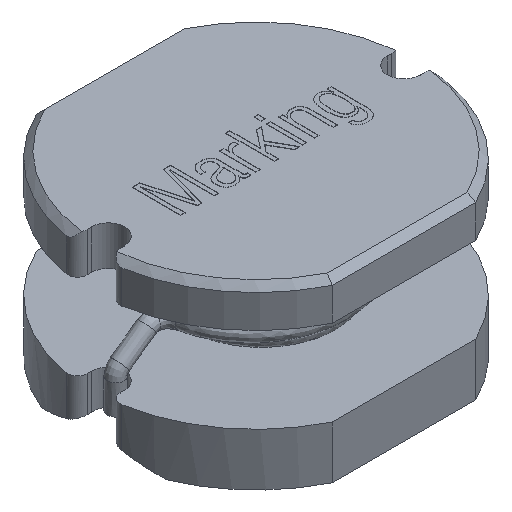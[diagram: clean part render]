
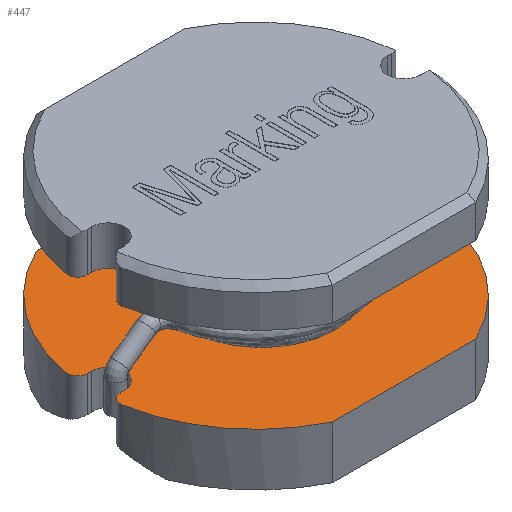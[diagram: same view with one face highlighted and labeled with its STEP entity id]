
A CAD part, isometric view. The second image highlights one B-rep face of the part: STEP entity #447.
In plain terms, the highlighted planar face has unit normal (0, 0, 1).
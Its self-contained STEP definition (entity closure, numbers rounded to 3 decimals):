
#447 = ADVANCED_FACE( '', ( #918, #919 ), #920, .F. );
#918 = FACE_OUTER_BOUND( '', #3161, .T. );
#919 = FACE_BOUND( '', #3162, .T. );
#920 = PLANE( '', #3163 );
#3161 = EDGE_LOOP( '', ( #4816, #4817, #4818, #4819, #4820, #4821, #4822, #4823, #4824, #4825, #4826, #4827, #4828, #4829, #4830, #4831 ) );
#3162 = EDGE_LOOP( '', ( #4832 ) );
#3163 = AXIS2_PLACEMENT_3D( '', #4833, #4834, #4835 );
#4816 = ORIENTED_EDGE( '', *, *, #5188, .T. );
#4817 = ORIENTED_EDGE( '', *, *, #5030, .F. );
#4818 = ORIENTED_EDGE( '', *, *, #5164, .F. );
#4819 = ORIENTED_EDGE( '', *, *, #5043, .F. );
#4820 = ORIENTED_EDGE( '', *, *, #5106, .T. );
#4821 = ORIENTED_EDGE( '', *, *, #4896, .F. );
#4822 = ORIENTED_EDGE( '', *, *, #5380, .T. );
#4823 = ORIENTED_EDGE( '', *, *, #5376, .F. );
#4824 = ORIENTED_EDGE( '', *, *, #5007, .T. );
#4825 = ORIENTED_EDGE( '', *, *, #5128, .F. );
#4826 = ORIENTED_EDGE( '', *, *, #5386, .F. );
#4827 = ORIENTED_EDGE( '', *, *, #5368, .F. );
#4828 = ORIENTED_EDGE( '', *, *, #5360, .T. );
#4829 = ORIENTED_EDGE( '', *, *, #5348, .F. );
#4830 = ORIENTED_EDGE( '', *, *, #5136, .T. );
#4831 = ORIENTED_EDGE( '', *, *, #5051, .F. );
#4832 = ORIENTED_EDGE( '', *, *, #5298, .T. );
#4833 = CARTESIAN_POINT( '', ( 0., 0., 1.6 ) );
#4834 = DIRECTION( '', ( 0., 0., -1. ) );
#4835 = DIRECTION( '', ( -1., 0., 0. ) );
#4896 = EDGE_CURVE( '', #5397, #5399, #5400, .T. );
#5007 = EDGE_CURVE( '', #5589, #5593, #5595, .F. );
#5030 = EDGE_CURVE( '', #5632, #5633, #5634, .T. );
#5043 = EDGE_CURVE( '', #5654, #5656, #5657, .T. );
#5051 = EDGE_CURVE( '', #5668, #5669, #5670, .T. );
#5106 = EDGE_CURVE( '', #5654, #5399, #5750, .F. );
#5128 = EDGE_CURVE( '', #5786, #5593, #5787, .T. );
#5136 = EDGE_CURVE( '', #5798, #5669, #5799, .T. );
#5164 = EDGE_CURVE( '', #5656, #5632, #5840, .T. );
#5188 = EDGE_CURVE( '', #5668, #5633, #5871, .F. );
#5298 = EDGE_CURVE( '', #6028, #6028, #6029, .T. );
#5348 = EDGE_CURVE( '', #5798, #6085, #6086, .T. );
#5360 = EDGE_CURVE( '', #6099, #6085, #6100, .F. );
#5368 = EDGE_CURVE( '', #6099, #6108, #6109, .T. );
#5376 = EDGE_CURVE( '', #5589, #6117, #6118, .T. );
#5380 = EDGE_CURVE( '', #5397, #6117, #6122, .T. );
#5386 = EDGE_CURVE( '', #6108, #5786, #6128, .T. );
#5397 = VERTEX_POINT( '', #6140 );
#5399 = VERTEX_POINT( '', #6143 );
#5400 = LINE( '', #6144, #6145 );
#5589 = VERTEX_POINT( '', #6660 );
#5593 = VERTEX_POINT( '', #6665 );
#5595 = CIRCLE( '', #6668, 0.3 );
#5632 = VERTEX_POINT( '', #6787 );
#5633 = VERTEX_POINT( '', #6788 );
#5634 = CIRCLE( '', #6789, 5. );
#5654 = VERTEX_POINT( '', #6814 );
#5656 = VERTEX_POINT( '', #6817 );
#5657 = CIRCLE( '', #6818, 5. );
#5668 = VERTEX_POINT( '', #6832 );
#5669 = VERTEX_POINT( '', #6833 );
#5670 = LINE( '', #6834, #6835 );
#5750 = CIRCLE( '', #7018, 0.3 );
#5786 = VERTEX_POINT( '', #7083 );
#5787 = CIRCLE( '', #7084, 5. );
#5798 = VERTEX_POINT( '', #7100 );
#5799 = CIRCLE( '', #7101, 0.5 );
#5840 = LINE( '', #7207, #7208 );
#5871 = CIRCLE( '', #7282, 0.3 );
#6028 = VERTEX_POINT( '', #7631 );
#6029 = CIRCLE( '', #7632, 1.9 );
#6085 = VERTEX_POINT( '', #7784 );
#6086 = LINE( '', #7785, #7786 );
#6099 = VERTEX_POINT( '', #7836 );
#6100 = CIRCLE( '', #7837, 0.3 );
#6108 = VERTEX_POINT( '', #7846 );
#6109 = CIRCLE( '', #7847, 5. );
#6117 = VERTEX_POINT( '', #7859 );
#6118 = LINE( '', #7860, #7861 );
#6122 = CIRCLE( '', #7866, 0.5 );
#6128 = LINE( '', #7872, #7873 );
#6140 = CARTESIAN_POINT( '', ( 4.5, -0.5, 1.6 ) );
#6143 = CARTESIAN_POINT( '', ( 4.631, -0.5, 1.6 ) );
#6144 = CARTESIAN_POINT( '', ( 4., -0.5, 1.6 ) );
#6145 = VECTOR( '', #7882, 1000. );
#6660 = CARTESIAN_POINT( '', ( 4.631, 0.5, 1.6 ) );
#6665 = CARTESIAN_POINT( '', ( 4.927, 0.851, 1.6 ) );
#6668 = AXIS2_PLACEMENT_3D( '', #7944, #7945, #7946 );
#6787 = CARTESIAN_POINT( '', ( -2.179, -4.5, 1.6 ) );
#6788 = CARTESIAN_POINT( '', ( -4.927, -0.851, 1.6 ) );
#6789 = AXIS2_PLACEMENT_3D( '', #7954, #7955, #7956 );
#6814 = CARTESIAN_POINT( '', ( 4.927, -0.851, 1.6 ) );
#6817 = CARTESIAN_POINT( '', ( 2.179, -4.5, 1.6 ) );
#6818 = AXIS2_PLACEMENT_3D( '', #7975, #7976, #7977 );
#6832 = CARTESIAN_POINT( '', ( -4.631, -0.5, 1.6 ) );
#6833 = CARTESIAN_POINT( '', ( -4.5, -0.5, 1.6 ) );
#6834 = CARTESIAN_POINT( '', ( -4.975, -0.5, 1.6 ) );
#6835 = VECTOR( '', #7987, 1000. );
#7018 = AXIS2_PLACEMENT_3D( '', #8003, #8004, #8005 );
#7083 = CARTESIAN_POINT( '', ( 2.179, 4.5, 1.6 ) );
#7084 = AXIS2_PLACEMENT_3D( '', #8014, #8015, #8016 );
#7100 = CARTESIAN_POINT( '', ( -4.5, 0.5, 1.6 ) );
#7101 = AXIS2_PLACEMENT_3D( '', #8025, #8026, #8027 );
#7207 = CARTESIAN_POINT( '', ( 2.179, -4.5, 1.6 ) );
#7208 = VECTOR( '', #8044, 1000. );
#7282 = AXIS2_PLACEMENT_3D( '', #8057, #8058, #8059 );
#7631 = CARTESIAN_POINT( '', ( 1.9, 0., 1.6 ) );
#7632 = AXIS2_PLACEMENT_3D( '', #8139, #8140, #8141 );
#7784 = CARTESIAN_POINT( '', ( -4.631, 0.5, 1.6 ) );
#7785 = CARTESIAN_POINT( '', ( -4., 0.5, 1.6 ) );
#7786 = VECTOR( '', #8164, 1000. );
#7836 = CARTESIAN_POINT( '', ( -4.927, 0.851, 1.6 ) );
#7837 = AXIS2_PLACEMENT_3D( '', #8168, #8169, #8170 );
#7846 = CARTESIAN_POINT( '', ( -2.179, 4.5, 1.6 ) );
#7847 = AXIS2_PLACEMENT_3D( '', #8172, #8173, #8174 );
#7859 = CARTESIAN_POINT( '', ( 4.5, 0.5, 1.6 ) );
#7860 = CARTESIAN_POINT( '', ( 4., 0.5, 1.6 ) );
#7861 = VECTOR( '', #8176, 1000. );
#7866 = AXIS2_PLACEMENT_3D( '', #8178, #8179, #8180 );
#7872 = CARTESIAN_POINT( '', ( -2.179, 4.5, 1.6 ) );
#7873 = VECTOR( '', #8181, 1000. );
#7882 = DIRECTION( '', ( 1., 0., 0. ) );
#7944 = CARTESIAN_POINT( '', ( 4.631, 0.8, 1.6 ) );
#7945 = DIRECTION( '', ( 0., 0., -1. ) );
#7946 = DIRECTION( '', ( -1., 0., 0. ) );
#7954 = CARTESIAN_POINT( '', ( 0., 0., 1.6 ) );
#7955 = DIRECTION( '', ( 0., 0., -1. ) );
#7956 = DIRECTION( '', ( 1., 0., 0. ) );
#7975 = CARTESIAN_POINT( '', ( 0., 0., 1.6 ) );
#7976 = DIRECTION( '', ( 0., 0., -1. ) );
#7977 = DIRECTION( '', ( 1., 0., 0. ) );
#7987 = DIRECTION( '', ( 1., 0., 0. ) );
#8003 = CARTESIAN_POINT( '', ( 4.631, -0.8, 1.6 ) );
#8004 = DIRECTION( '', ( 0., 0., -1. ) );
#8005 = DIRECTION( '', ( -1., 0., 0. ) );
#8014 = CARTESIAN_POINT( '', ( 0., 0., 1.6 ) );
#8015 = DIRECTION( '', ( 0., 0., -1. ) );
#8016 = DIRECTION( '', ( 1., 0., 0. ) );
#8025 = CARTESIAN_POINT( '', ( -4.5, 0., 1.6 ) );
#8026 = DIRECTION( '', ( 0., 0., -1. ) );
#8027 = DIRECTION( '', ( -1., 0., 0. ) );
#8044 = DIRECTION( '', ( -1., 0., 0. ) );
#8057 = CARTESIAN_POINT( '', ( -4.631, -0.8, 1.6 ) );
#8058 = DIRECTION( '', ( 0., 0., -1. ) );
#8059 = DIRECTION( '', ( -1., 0., 0. ) );
#8139 = CARTESIAN_POINT( '', ( 0., 0., 1.6 ) );
#8140 = DIRECTION( '', ( 0., 0., -1. ) );
#8141 = DIRECTION( '', ( 1., 0., 0. ) );
#8164 = DIRECTION( '', ( -1., 0., 0. ) );
#8168 = CARTESIAN_POINT( '', ( -4.631, 0.8, 1.6 ) );
#8169 = DIRECTION( '', ( 0., 0., -1. ) );
#8170 = DIRECTION( '', ( -1., 0., 0. ) );
#8172 = CARTESIAN_POINT( '', ( 0., 0., 1.6 ) );
#8173 = DIRECTION( '', ( 0., 0., -1. ) );
#8174 = DIRECTION( '', ( 1., 0., 0. ) );
#8176 = DIRECTION( '', ( -1., 0., 0. ) );
#8178 = CARTESIAN_POINT( '', ( 4.5, 0., 1.6 ) );
#8179 = DIRECTION( '', ( 0., 0., -1. ) );
#8180 = DIRECTION( '', ( -1., 0., 0. ) );
#8181 = DIRECTION( '', ( 1., 0., 0. ) );
